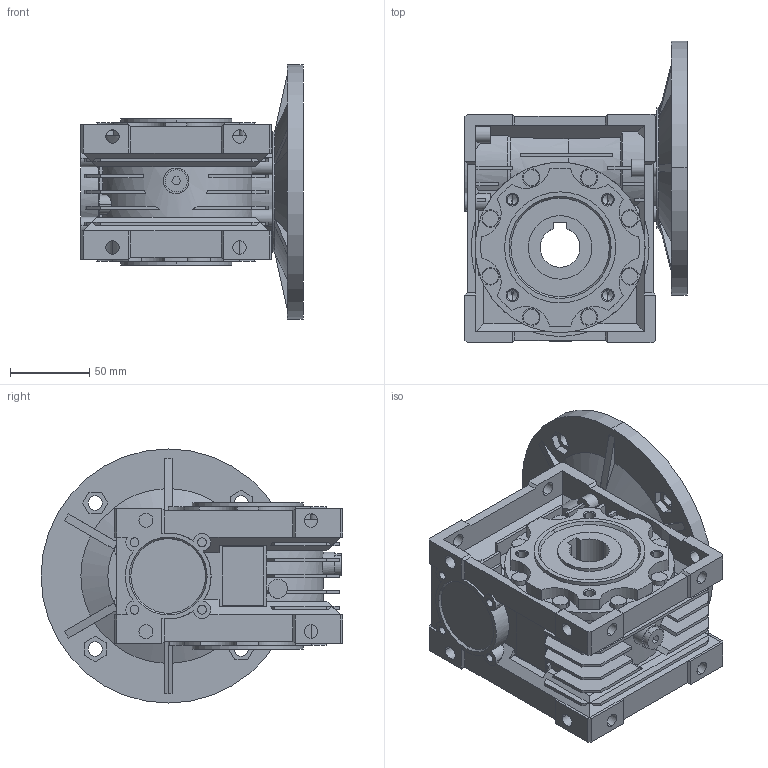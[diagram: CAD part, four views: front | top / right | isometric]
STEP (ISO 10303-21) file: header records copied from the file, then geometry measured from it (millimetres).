
FILE_DESCRIPTION (( 'STEP AP203' ), '1' );
FILE_NAME ('WGA-50M-030-71B5.step', '2025-02-20T17:26:11', ( '' ), ( '' ), 'SwSTEP 2.0', 'SolidWorks 2024', '' );
FILE_SCHEMA (( 'CONFIG_CONTROL_DESIGN' ));
Length unit declared in the file: millimetre
Products named in the file (1): WGA-50M-030-71B5
Bounding box: 140 x 190.03 x 160.06 mm (x, y, z)
Volume: 1145979.8 mm3; surface area: 256628.2 mm2
Topology: 7 solids, 12 shells, 1007 faces, 2650 edges, 1707 vertices
Faces by surface type: plane 577, cylinder 316, cone 106, torus 8
Entity records: 31720 total; most frequent: CARTESIAN_POINT 6539, ORIENTED_EDGE 5260, DIRECTION 5257, EDGE_CURVE 2630, AXIS2_PLACEMENT_3D 1855, VERTEX_POINT 1707, LINE 1547, VECTOR 1547
